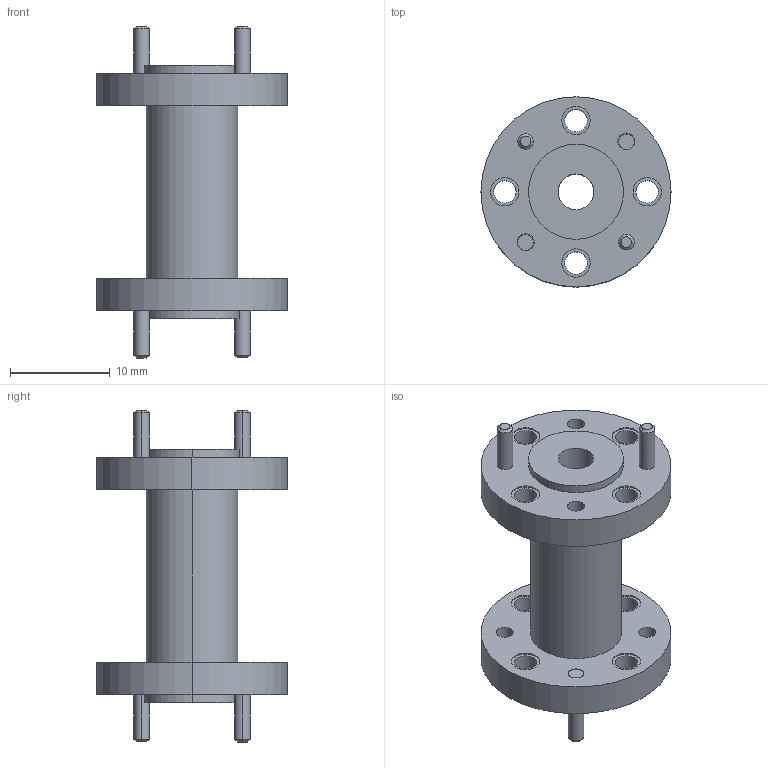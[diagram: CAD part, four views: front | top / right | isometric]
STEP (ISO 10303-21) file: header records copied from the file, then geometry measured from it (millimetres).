
FILE_DESCRIPTION (( 'STEP AP214' ), '1' );
FILE_NAME ('PEWPL0008 ¦ FMWPL0008.step', '2022-03-03T17:15:07', ( '' ), ( '' ), 'SwSTEP 2.0', 'SolidWorks 2021', '' );
FILE_SCHEMA (( 'AUTOMOTIVE_DESIGN' ));
Length unit declared in the file: inch
Products named in the file (1): PEWPL0008 ｦ FMWPL0008
Bounding box: 19.05 x 19.05 x 33.27 mm (x, y, z)
Volume: 2744.1 mm3; surface area: 2475.4 mm2
Topology: 1 solids, 1 shells, 122 faces, 268 edges, 176 vertices
Faces by surface type: cylinder 84, plane 30, cone 8
Entity records: 3536 total; most frequent: DIRECTION 690, CARTESIAN_POINT 567, ORIENTED_EDGE 536, AXIS2_PLACEMENT_3D 299, EDGE_CURVE 268, VERTEX_POINT 176, EDGE_LOOP 176, CIRCLE 176
